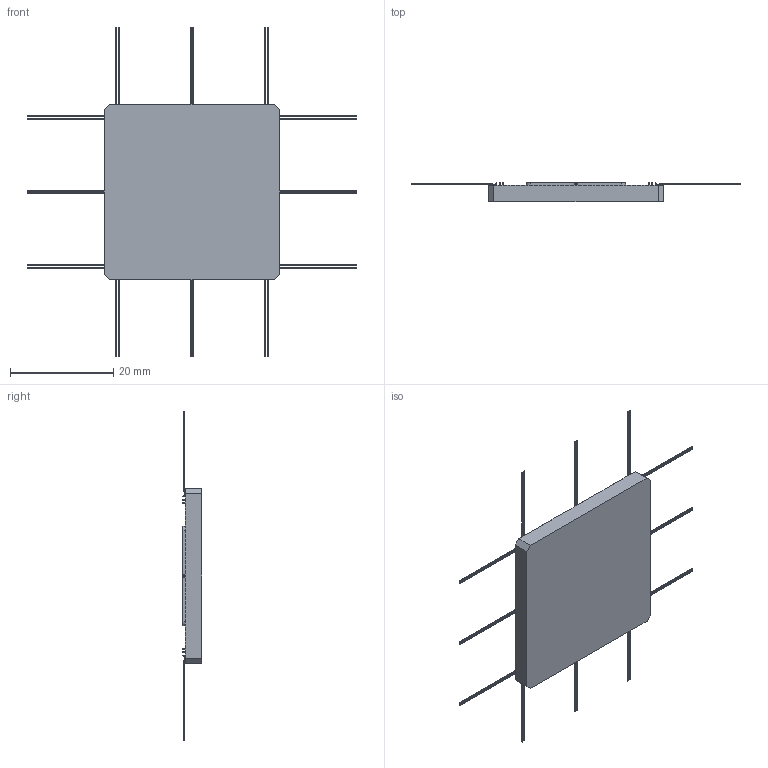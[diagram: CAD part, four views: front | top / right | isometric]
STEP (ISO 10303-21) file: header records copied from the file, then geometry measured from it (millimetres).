
FILE_DESCRIPTION (( 'STEP AP214' ), '1' );
FILE_NAME ('Êîðïóñ 4245.240-5 íå ôîðìîâàííûé.STEP', '2018-11-27T09:04:29', ( 'Admin' ), ( '' ), 'SwSTEP 2.0', 'SolidWorks 2015', '' );
FILE_SCHEMA (( 'AUTOMOTIVE_DESIGN' ));
Length unit declared in the file: millimetre
Products named in the file (58): Íîæêà áåç ô; 挓鍱鍧; ﾎ魵瑙韃; 署赅 依言.757482.005; Ðàìêà; Êîðïóñ 4245.240-5 íå ôîðìîâàííûé; ﾎ魵瑙韃 4245.240-5_｡･ｧ 莪牀ｮ｢ｪｨ
Assembly tree (28 placements, depth 3):
  Íîæêà áåç ô
  Íîæêà áåç ô
  Íîæêà áåç ô
  Íîæêà áåç ô
  Íîæêà áåç ô
Bounding box: 64 x 3.8 x 64 mm (x, y, z)
Volume: 3581.5 mm3; surface area: 4077.2 mm2
Topology: 27 solids, 27 shells, 2344 faces, 6678 edges, 4452 vertices
Faces by surface type: plane 2232, cylinder 112
Entity records: 87319 total; most frequent: CARTESIAN_POINT 13507, ORIENTED_EDGE 13356, DIRECTION 11656, EDGE_CURVE 6678, VECTOR 6454, LINE 6454, VERTEX_POINT 4452, AXIS2_PLACEMENT_3D 2601
